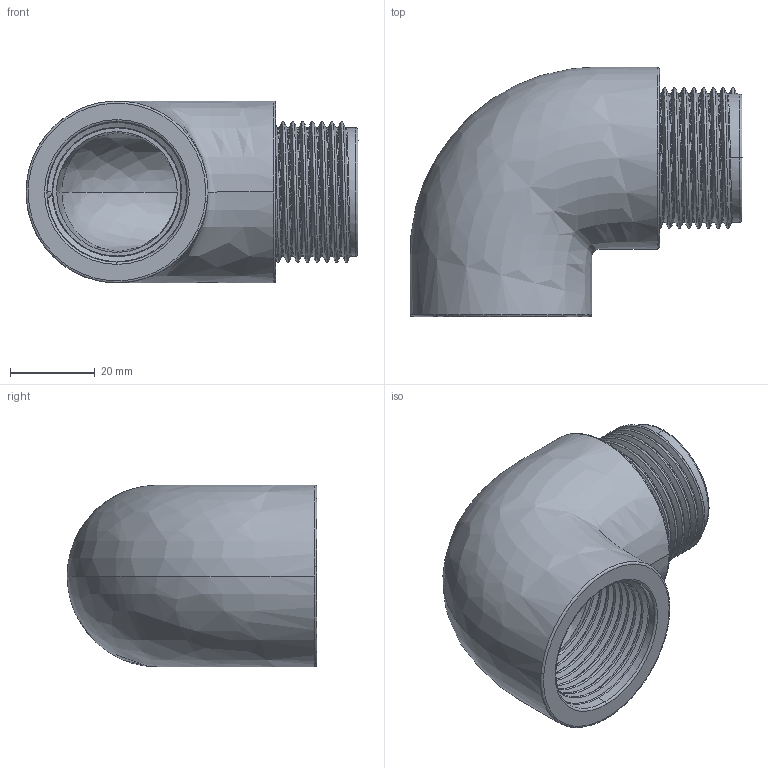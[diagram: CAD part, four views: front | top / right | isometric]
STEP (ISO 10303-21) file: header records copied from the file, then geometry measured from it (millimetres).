
FILE_DESCRIPTION (( 'STEP AP203' ), '1' );
FILE_NAME ('00252_0707.STEP', '2017-05-17T13:17:40', ( '' ), ( '' ), 'SwSTEP 2.0', 'SolidWorks 2011', '' );
FILE_SCHEMA (( 'CONFIG_CONTROL_DESIGN' ));
Length unit declared in the file: millimetre
Products named in the file (1): 00252_0707
Bounding box: 78.5 x 59 x 43 mm (x, y, z)
Volume: 58183 mm3; surface area: 22312.7 mm2
Topology: 1 solids, 1 shells, 78 faces, 213 edges, 132 vertices
Faces by surface type: cylinder 32, bspline 20, torus 17, cone 5, plane 4
Entity records: 12248 total; most frequent: CARTESIAN_POINT 10633, ORIENTED_EDGE 404, DIRECTION 235, EDGE_CURVE 202, VERTEX_POINT 130, AXIS2_PLACEMENT_3D 100, EDGE_LOOP 80, ADVANCED_FACE 76
